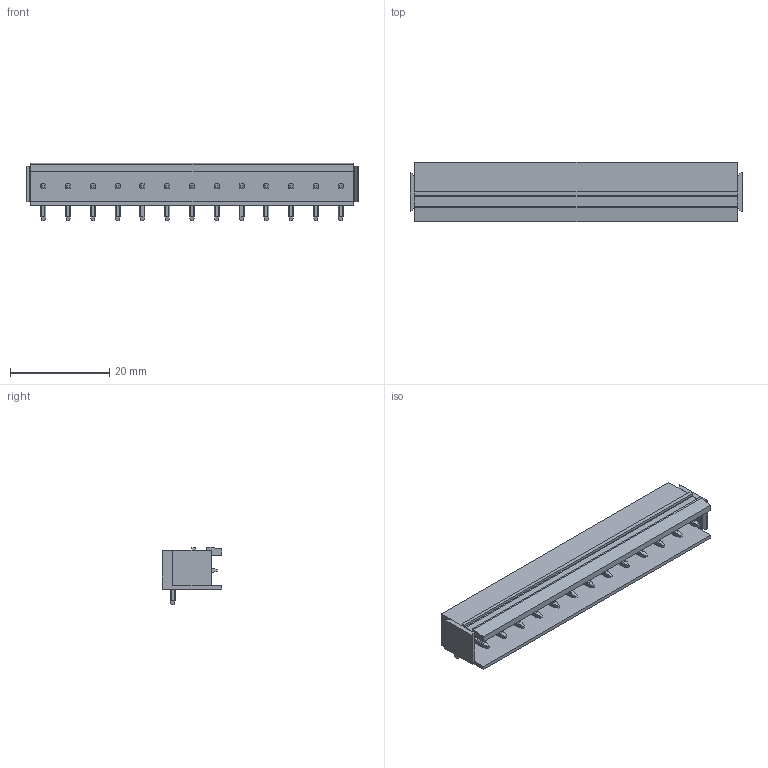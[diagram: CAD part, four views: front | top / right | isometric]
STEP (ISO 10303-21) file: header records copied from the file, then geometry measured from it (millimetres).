
FILE_DESCRIPTION(('CATIA V5 STEP Exchange','CAx-IF Rec.Pracs.--- Model Styling and Organization---1.2---2011-12-15'),'2;1');
FILE_NAME ('D1452924_0_1580970000_1580970000.stp','2018-10-13T04:37:56+00:00',('none'),('Weidmueller'),'CATIA Version 5-6 Release 2014','CATIA V5 STEP AP214','none');
FILE_SCHEMA(('AUTOMOTIVE_DESIGN { 1 0 10303 214 1 1 1 1 }'));
Length unit declared in the file: millimetre
Products named in the file (1): 1580970000
Bounding box: 67 x 12 x 11.7 mm (x, y, z)
Volume: 3012.6 mm3; surface area: 5096.2 mm2
Topology: 14 solids, 14 shells, 541 faces, 1423 edges, 910 vertices
Faces by surface type: plane 331, cylinder 210
Entity records: 14962 total; most frequent: CARTESIAN_POINT 3566, ORIENTED_EDGE 2846, DIRECTION 1441, EDGE_CURVE 1417, VERTEX_POINT 902, VECTOR 893, LINE 893, EDGE_LOOP 567
